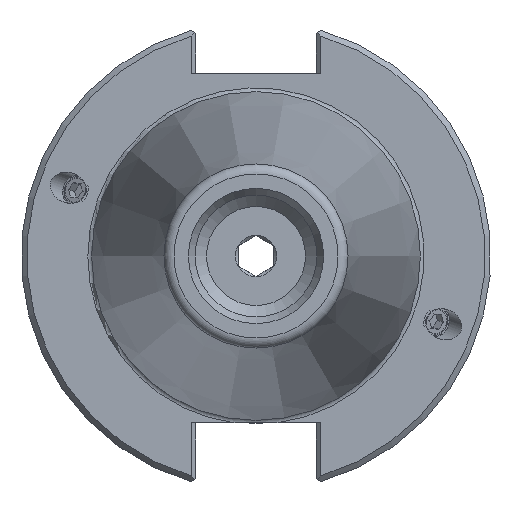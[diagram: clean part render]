
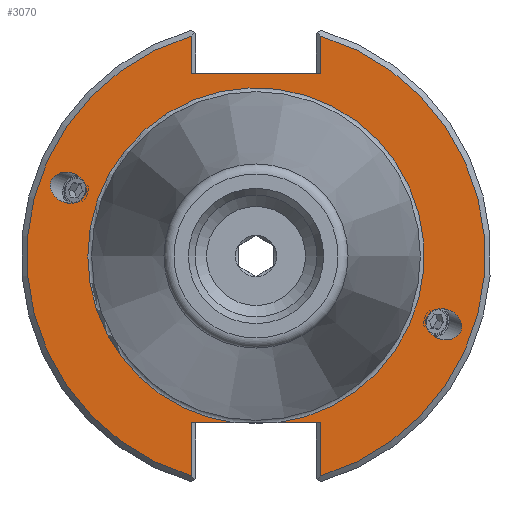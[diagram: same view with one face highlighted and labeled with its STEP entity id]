
A CAD part, left-side view. The second image highlights one B-rep face of the part: STEP entity #3070.
In plain terms, the highlighted planar face has unit normal (-1, 0, 0).
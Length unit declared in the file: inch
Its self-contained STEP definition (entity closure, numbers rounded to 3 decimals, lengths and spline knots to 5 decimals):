
#145=LINE('',#4697,#302);
#165=LINE('',#4796,#322);
#166=LINE('',#4798,#323);
#167=LINE('',#4801,#324);
#168=LINE('',#4803,#325);
#169=LINE('',#4807,#326);
#170=LINE('',#4808,#327);
#302=VECTOR('',#3743,0.69);
#322=VECTOR('',#3785,0.23328);
#323=VECTOR('',#3786,0.2822);
#324=VECTOR('',#3789,0.1982);
#325=VECTOR('',#3790,0.1982);
#326=VECTOR('',#3793,0.2822);
#327=VECTOR('',#3794,0.23328);
#549=PLANE('',#3319);
#656=CIRCLE('',#3317,0.895);
#658=CIRCLE('',#3320,1.22);
#659=CIRCLE('',#3321,1.22);
#795=FACE_BOUND('',#1128,.T.);
#796=FACE_BOUND('',#1129,.T.);
#848=ELLIPSE('',#3266,0.09853,0.08071);
#849=ELLIPSE('',#3274,0.09853,0.08071);
#889=FACE_OUTER_BOUND('',#1127,.T.);
#1127=EDGE_LOOP('',(#2259,#2260,#2261,#2262,#2263,#2264,#2265,#2266,#2267,
#2268));
#1128=EDGE_LOOP('',(#2269));
#1129=EDGE_LOOP('',(#2270));
#1411=VERTEX_POINT('',#4613);
#1414=VERTEX_POINT('',#4624);
#1441=VERTEX_POINT('',#4694);
#1442=VERTEX_POINT('',#4696);
#1466=VERTEX_POINT('',#4778);
#1467=VERTEX_POINT('',#4779);
#1469=VERTEX_POINT('',#4795);
#1470=VERTEX_POINT('',#4797);
#1471=VERTEX_POINT('',#4799);
#1472=VERTEX_POINT('',#4802);
#1473=VERTEX_POINT('',#4804);
#1474=VERTEX_POINT('',#4806);
#1717=EDGE_CURVE('',#1411,#1411,#848,.T.);
#1720=EDGE_CURVE('',#1414,#1414,#849,.T.);
#1748=EDGE_CURVE('',#1441,#1442,#145,.T.);
#1780=EDGE_CURVE('',#1466,#1467,#656,.T.);
#1782=EDGE_CURVE('',#1469,#1466,#165,.T.);
#1783=EDGE_CURVE('',#1470,#1469,#166,.T.);
#1784=EDGE_CURVE('',#1471,#1470,#658,.T.);
#1785=EDGE_CURVE('',#1442,#1471,#167,.T.);
#1786=EDGE_CURVE('',#1472,#1441,#168,.T.);
#1787=EDGE_CURVE('',#1473,#1472,#659,.T.);
#1788=EDGE_CURVE('',#1474,#1473,#169,.T.);
#1789=EDGE_CURVE('',#1467,#1474,#170,.T.);
#2259=ORIENTED_EDGE('',*,*,#1780,.F.);
#2260=ORIENTED_EDGE('',*,*,#1782,.F.);
#2261=ORIENTED_EDGE('',*,*,#1783,.F.);
#2262=ORIENTED_EDGE('',*,*,#1784,.F.);
#2263=ORIENTED_EDGE('',*,*,#1785,.F.);
#2264=ORIENTED_EDGE('',*,*,#1748,.F.);
#2265=ORIENTED_EDGE('',*,*,#1786,.F.);
#2266=ORIENTED_EDGE('',*,*,#1787,.F.);
#2267=ORIENTED_EDGE('',*,*,#1788,.F.);
#2268=ORIENTED_EDGE('',*,*,#1789,.F.);
#2269=ORIENTED_EDGE('',*,*,#1717,.T.);
#2270=ORIENTED_EDGE('',*,*,#1720,.T.);
#3070=ADVANCED_FACE('',(#889,#795,#796),#549,.T.);
#3266=AXIS2_PLACEMENT_3D('',#4614,#3648,#3649);
#3274=AXIS2_PLACEMENT_3D('',#4625,#3664,#3665);
#3317=AXIS2_PLACEMENT_3D('',#4791,#3779,#3780);
#3319=AXIS2_PLACEMENT_3D('',#4794,#3783,#3784);
#3320=AXIS2_PLACEMENT_3D('',#4800,#3787,#3788);
#3321=AXIS2_PLACEMENT_3D('',#4805,#3791,#3792);
#3648=DIRECTION('center_axis',(1.,0.,0.));
#3649=DIRECTION('ref_axis',(0.,-0.94,-0.342));
#3664=DIRECTION('center_axis',(1.,0.,0.));
#3665=DIRECTION('ref_axis',(0.,0.94,0.342));
#3743=DIRECTION('',(0.,-1.,0.));
#3779=DIRECTION('center_axis',(-1.,0.,0.));
#3780=DIRECTION('ref_axis',(0.,-1.,0.));
#3783=DIRECTION('center_axis',(-1.,0.,0.));
#3784=DIRECTION('ref_axis',(0.,0.,1.));
#3785=DIRECTION('',(0.,1.,0.));
#3786=DIRECTION('',(0.,0.,1.));
#3787=DIRECTION('center_axis',(1.,0.,0.));
#3788=DIRECTION('ref_axis',(0.,-1.,0.));
#3789=DIRECTION('',(0.,0.,1.));
#3790=DIRECTION('',(0.,0.,-1.));
#3791=DIRECTION('center_axis',(1.,0.,0.));
#3792=DIRECTION('ref_axis',(0.,1.,0.));
#3793=DIRECTION('',(0.,0.,-1.));
#3794=DIRECTION('',(0.,1.,0.));
#4613=CARTESIAN_POINT('',(0.125,-0.90631,-0.32987));
#4614=CARTESIAN_POINT('Origin',(0.125,-0.99889,-0.36357));
#4624=CARTESIAN_POINT('',(0.125,0.90631,0.32987));
#4625=CARTESIAN_POINT('Origin',(0.125,0.99889,0.36357));
#4694=CARTESIAN_POINT('',(0.125,0.345,0.972));
#4696=CARTESIAN_POINT('',(0.125,-0.345,0.972));
#4697=CARTESIAN_POINT('',(0.125,0.53125,0.972));
#4778=CARTESIAN_POINT('',(0.125,-0.11172,-0.888));
#4779=CARTESIAN_POINT('',(0.125,0.11172,-0.888));
#4791=CARTESIAN_POINT('Origin',(0.125,0.,0.));
#4794=CARTESIAN_POINT('Origin',(0.125,1.0625,0.));
#4795=CARTESIAN_POINT('',(0.125,-0.345,-0.888));
#4796=CARTESIAN_POINT('',(0.125,0.53125,-0.888));
#4797=CARTESIAN_POINT('',(0.125,-0.345,-1.1702));
#4798=CARTESIAN_POINT('',(0.125,-0.345,-0.444));
#4799=CARTESIAN_POINT('',(0.125,-0.345,1.1702));
#4800=CARTESIAN_POINT('Origin',(0.125,0.,0.));
#4801=CARTESIAN_POINT('',(0.125,-0.345,0.486));
#4802=CARTESIAN_POINT('',(0.125,0.345,1.1702));
#4803=CARTESIAN_POINT('',(0.125,0.345,0.486));
#4804=CARTESIAN_POINT('',(0.125,0.345,-1.1702));
#4805=CARTESIAN_POINT('Origin',(0.125,0.,0.));
#4806=CARTESIAN_POINT('',(0.125,0.345,-0.888));
#4807=CARTESIAN_POINT('',(0.125,0.345,-0.444));
#4808=CARTESIAN_POINT('',(0.125,0.53125,-0.888));
